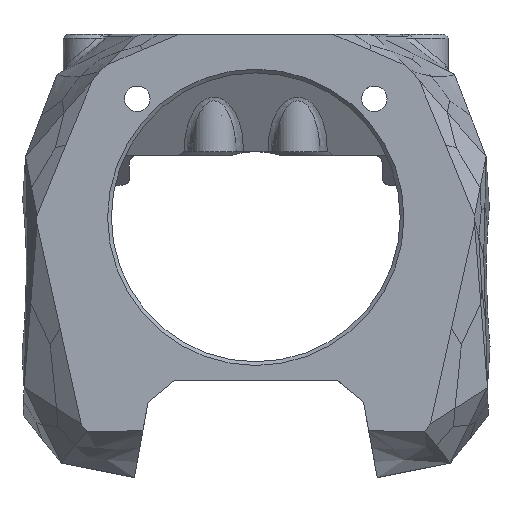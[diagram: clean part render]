
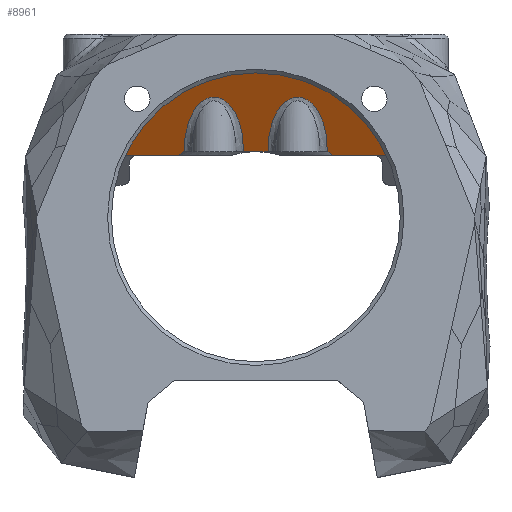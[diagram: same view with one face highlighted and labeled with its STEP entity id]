
A CAD part, front view. The second image highlights one B-rep face of the part: STEP entity #8961.
In plain terms, the highlighted planar face has unit normal (0, -0.866, -0.5).
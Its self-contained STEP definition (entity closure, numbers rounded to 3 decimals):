
#348=(
BOUNDED_CURVE()
B_SPLINE_CURVE(2,(#17980,#17981,#17982),.UNSPECIFIED.,.F.,.F.)
B_SPLINE_CURVE_WITH_KNOTS((3,3),(0.,0.089),
 .UNSPECIFIED.)
CURVE()
GEOMETRIC_REPRESENTATION_ITEM()
RATIONAL_B_SPLINE_CURVE((1.,1.,1.))
REPRESENTATION_ITEM('')
);
#350=(
BOUNDED_CURVE()
B_SPLINE_CURVE(2,(#23581,#23582,#23583),.UNSPECIFIED.,.F.,.F.)
B_SPLINE_CURVE_WITH_KNOTS((3,3),(0.,0.089),.UNSPECIFIED.)
CURVE()
GEOMETRIC_REPRESENTATION_ITEM()
RATIONAL_B_SPLINE_CURVE((1.,1.,1.))
REPRESENTATION_ITEM('')
);
#705=FACE_BOUND('',#1683,.T.);
#706=FACE_BOUND('',#1684,.T.);
#715=ELLIPSE('',#9164,0.577,0.5);
#728=ELLIPSE('',#9250,1.155,1.);
#742=ELLIPSE('',#9516,8.,4.);
#743=ELLIPSE('',#9517,8.,4.);
#744=ELLIPSE('',#9538,1.992,1.725);
#745=ELLIPSE('',#9539,1.992,1.725);
#1127=FACE_OUTER_BOUND('',#1682,.T.);
#1682=EDGE_LOOP('',(#7701,#7702,#7703,#7704,#7705,#7706,#7707,#7708,#7709,
#7710,#7711,#7712,#7713,#7714,#7715,#7716,#7717));
#1683=EDGE_LOOP('',(#7718));
#1684=EDGE_LOOP('',(#7719));
#2457=B_SPLINE_CURVE_WITH_KNOTS('',3,(#22500,#22501,#22502,#22503,#22504,
#22505,#22506,#22507),.UNSPECIFIED.,.F.,.F.,(4,1,1,1,1,4),(-1.634,
-1.167,-0.7,-0.234,0.233,
0.325),.UNSPECIFIED.);
#2458=B_SPLINE_CURVE_WITH_KNOTS('',3,(#22555,#22556,#22557,#22558,#22559,
#22560,#22561,#22562),.UNSPECIFIED.,.F.,.F.,(4,1,1,1,1,4),(-1.634,
-1.167,-0.7,-0.234,0.233,
0.325),.UNSPECIFIED.);
#2731=LINE('',#11635,#3037);
#2780=LINE('',#12899,#3086);
#2820=LINE('',#13014,#3126);
#2866=LINE('',#13263,#3172);
#2967=LINE('',#23121,#3273);
#2968=LINE('',#23122,#3274);
#2969=LINE('',#23123,#3275);
#2972=LINE('',#24363,#3278);
#2973=LINE('',#24364,#3279);
#3037=VECTOR('',#9703,10.);
#3086=VECTOR('',#9870,10.);
#3126=VECTOR('',#9982,10.);
#3172=VECTOR('',#10132,10.);
#3273=VECTOR('',#10687,10.);
#3274=VECTOR('',#10688,10.);
#3275=VECTOR('',#10689,10.);
#3278=VECTOR('',#10704,10.);
#3279=VECTOR('',#10705,10.);
#3380=VERTEX_POINT('',#11632);
#3381=VERTEX_POINT('',#11634);
#3387=VERTEX_POINT('',#11655);
#3388=VERTEX_POINT('',#11657);
#3473=VERTEX_POINT('',#12896);
#3474=VERTEX_POINT('',#12898);
#3509=VERTEX_POINT('',#13001);
#3568=VERTEX_POINT('',#13262);
#3781=VERTEX_POINT('',#17978);
#4057=VERTEX_POINT('',#22116);
#4058=VERTEX_POINT('',#22164);
#4059=VERTEX_POINT('',#22181);
#4060=VERTEX_POINT('',#22195);
#4064=VERTEX_POINT('',#22498);
#4065=VERTEX_POINT('',#22553);
#4084=VERTEX_POINT('',#23119);
#4098=VERTEX_POINT('',#24362);
#4099=VERTEX_POINT('',#24365);
#4100=VERTEX_POINT('',#24367);
#4291=EDGE_CURVE('',#3381,#3380,#2731,.T.);
#4302=EDGE_CURVE('',#3387,#3388,#715,.F.);
#4424=EDGE_CURVE('',#3474,#3473,#2780,.F.);
#4475=EDGE_CURVE('',#3509,#3381,#728,.F.);
#4482=EDGE_CURVE('',#3509,#3387,#2820,.T.);
#4567=EDGE_CURVE('',#3568,#3474,#2866,.T.);
#4939=EDGE_CURVE('',#3781,#3380,#348,.T.);
#5326=EDGE_CURVE('',#4059,#4064,#742,.T.);
#5327=EDGE_CURVE('',#4060,#4064,#2457,.T.);
#5328=EDGE_CURVE('',#4058,#4065,#743,.T.);
#5329=EDGE_CURVE('',#4057,#4065,#2458,.T.);
#5356=EDGE_CURVE('',#4059,#4084,#2967,.T.);
#5357=EDGE_CURVE('',#4058,#4060,#2968,.T.);
#5358=EDGE_CURVE('',#3781,#4057,#2969,.T.);
#5370=EDGE_CURVE('',#3568,#4084,#350,.T.);
#5386=EDGE_CURVE('',#3473,#4098,#2972,.T.);
#5387=EDGE_CURVE('',#4098,#3388,#2973,.F.);
#5388=EDGE_CURVE('',#4099,#4099,#744,.T.);
#5389=EDGE_CURVE('',#4100,#4100,#745,.T.);
#7701=ORIENTED_EDGE('',*,*,#5370,.F.);
#7702=ORIENTED_EDGE('',*,*,#4567,.T.);
#7703=ORIENTED_EDGE('',*,*,#4424,.T.);
#7704=ORIENTED_EDGE('',*,*,#5386,.T.);
#7705=ORIENTED_EDGE('',*,*,#5387,.T.);
#7706=ORIENTED_EDGE('',*,*,#4302,.F.);
#7707=ORIENTED_EDGE('',*,*,#4482,.F.);
#7708=ORIENTED_EDGE('',*,*,#4475,.T.);
#7709=ORIENTED_EDGE('',*,*,#4291,.T.);
#7710=ORIENTED_EDGE('',*,*,#4939,.F.);
#7711=ORIENTED_EDGE('',*,*,#5358,.T.);
#7712=ORIENTED_EDGE('',*,*,#5329,.T.);
#7713=ORIENTED_EDGE('',*,*,#5328,.F.);
#7714=ORIENTED_EDGE('',*,*,#5357,.T.);
#7715=ORIENTED_EDGE('',*,*,#5327,.T.);
#7716=ORIENTED_EDGE('',*,*,#5326,.F.);
#7717=ORIENTED_EDGE('',*,*,#5356,.T.);
#7718=ORIENTED_EDGE('',*,*,#5388,.T.);
#7719=ORIENTED_EDGE('',*,*,#5389,.T.);
#8561=PLANE('',#9537);
#8961=ADVANCED_FACE('',(#1127,#705,#706),#8561,.T.);
#9164=AXIS2_PLACEMENT_3D('',#11658,#9725,#9726);
#9250=AXIS2_PLACEMENT_3D('',#13002,#9971,#9972);
#9516=AXIS2_PLACEMENT_3D('',#22499,#10651,#10652);
#9517=AXIS2_PLACEMENT_3D('',#22554,#10653,#10654);
#9537=AXIS2_PLACEMENT_3D('',#24361,#10702,#10703);
#9538=AXIS2_PLACEMENT_3D('',#24366,#10706,#10707);
#9539=AXIS2_PLACEMENT_3D('',#24368,#10708,#10709);
#9703=DIRECTION('',(1.,0.,0.));
#9725=DIRECTION('center_axis',(0.,0.866,0.5));
#9726=DIRECTION('ref_axis',(0.,0.5,-0.866));
#9870=DIRECTION('',(0.,0.5,-0.866));
#9971=DIRECTION('center_axis',(0.,-0.866,
-0.5));
#9972=DIRECTION('ref_axis',(0.,-0.5,0.866));
#9982=DIRECTION('',(1.,0.,0.));
#10132=DIRECTION('',(1.,0.,0.));
#10651=DIRECTION('center_axis',(0.,-0.866,
-0.5));
#10652=DIRECTION('ref_axis',(0.,-0.5,0.866));
#10653=DIRECTION('center_axis',(0.,-0.866,
-0.5));
#10654=DIRECTION('ref_axis',(0.,-0.5,0.866));
#10687=DIRECTION('',(1.,0.,0.));
#10688=DIRECTION('',(1.,0.,0.));
#10689=DIRECTION('',(1.,0.,0.));
#10702=DIRECTION('center_axis',(0.,-0.866,
-0.5));
#10703=DIRECTION('ref_axis',(-1.,0.,0.));
#10704=DIRECTION('',(-1.,0.,0.));
#10705=DIRECTION('',(0.,-0.5,0.866));
#10706=DIRECTION('center_axis',(0.,0.866,
0.5));
#10707=DIRECTION('ref_axis',(0.,0.5,-0.866));
#10708=DIRECTION('center_axis',(0.,0.866,
0.5));
#10709=DIRECTION('ref_axis',(0.,0.5,-0.866));
#11632=CARTESIAN_POINT('',(-6.116,-10.251,-29.85));
#11634=CARTESIAN_POINT('',(-15.75,-10.251,-29.85));
#11635=CARTESIAN_POINT('',(-5.725,-10.251,-29.85));
#11655=CARTESIAN_POINT('',(-16.25,-10.828,-28.85));
#11657=CARTESIAN_POINT('',(-15.75,-11.117,-28.35));
#11658=CARTESIAN_POINT('Origin',(-16.25,-11.117,-28.35));
#12896=CARTESIAN_POINT('',(24.35,-17.,-18.16));
#12898=CARTESIAN_POINT('',(24.35,-10.251,-29.85));
#12899=CARTESIAN_POINT('',(24.35,-3.602,-41.367));
#13001=CARTESIAN_POINT('',(-16.75,-10.828,-28.85));
#13002=CARTESIAN_POINT('Origin',(-16.75,-10.251,-29.85));
#13014=CARTESIAN_POINT('',(-12.713,-10.828,-28.85));
#13262=CARTESIAN_POINT('',(14.716,-10.251,-29.85));
#13263=CARTESIAN_POINT('',(-5.725,-10.251,-29.85));
#17978=CARTESIAN_POINT('',(-5.444,-10.54,-29.35));
#17980=CARTESIAN_POINT('Ctrl Pts',(-5.444,-10.54,
-29.35));
#17981=CARTESIAN_POINT('Ctrl Pts',(-5.776,-10.4,-29.592));
#17982=CARTESIAN_POINT('Ctrl Pts',(-6.116,-10.251,
-29.85));
#22116=CARTESIAN_POINT('',(-5.349,-10.54,-29.35));
#22164=CARTESIAN_POINT('',(2.635,-10.54,-29.35));
#22181=CARTESIAN_POINT('',(13.949,-10.54,-29.35));
#22195=CARTESIAN_POINT('',(5.965,-10.54,-29.35));
#22498=CARTESIAN_POINT('',(11.235,-14.581,-22.35));
#22499=CARTESIAN_POINT('Origin',(9.957,-10.791,-28.915));
#22500=CARTESIAN_POINT('Ctrl Pts',(5.965,-10.54,-29.35));
#22501=CARTESIAN_POINT('Ctrl Pts',(5.926,-11.16,-28.275));
#22502=CARTESIAN_POINT('Ctrl Pts',(6.142,-12.42,-26.093));
#22503=CARTESIAN_POINT('Ctrl Pts',(7.283,-13.963,-23.42));
#22504=CARTESIAN_POINT('Ctrl Pts',(8.997,-14.826,-21.926));
#22505=CARTESIAN_POINT('Ctrl Pts',(10.402,-14.827,-21.924));
#22506=CARTESIAN_POINT('Ctrl Pts',(11.119,-14.621,-22.281));
#22507=CARTESIAN_POINT('Ctrl Pts',(11.235,-14.581,-22.349));
#22553=CARTESIAN_POINT('',(-0.078,-14.581,-22.35));
#22554=CARTESIAN_POINT('Origin',(-1.357,-10.791,-28.915));
#22555=CARTESIAN_POINT('Ctrl Pts',(-5.349,-10.54,
-29.35));
#22556=CARTESIAN_POINT('Ctrl Pts',(-5.388,-11.16,-28.275));
#22557=CARTESIAN_POINT('Ctrl Pts',(-5.172,-12.419,
-26.094));
#22558=CARTESIAN_POINT('Ctrl Pts',(-4.029,-13.965,
-23.417));
#22559=CARTESIAN_POINT('Ctrl Pts',(-2.319,-14.823,
-21.931));
#22560=CARTESIAN_POINT('Ctrl Pts',(-0.907,-14.831,
-21.917));
#22561=CARTESIAN_POINT('Ctrl Pts',(-0.193,-14.622,
-22.279));
#22562=CARTESIAN_POINT('Ctrl Pts',(-0.077,-14.582,
-22.348));
#23119=CARTESIAN_POINT('',(14.044,-10.54,-29.35));
#23121=CARTESIAN_POINT('',(-0.713,-10.54,-29.35));
#23122=CARTESIAN_POINT('',(-0.713,-10.54,-29.35));
#23123=CARTESIAN_POINT('',(-0.713,-10.54,-29.35));
#23581=CARTESIAN_POINT('Ctrl Pts',(14.716,-10.251,-29.85));
#23582=CARTESIAN_POINT('Ctrl Pts',(14.376,-10.4,-29.592));
#23583=CARTESIAN_POINT('Ctrl Pts',(14.044,-10.54,-29.35));
#24361=CARTESIAN_POINT('Origin',(-5.725,-13.626,-24.005));
#24362=CARTESIAN_POINT('',(-15.75,-17.,-18.16));
#24363=CARTESIAN_POINT('',(-5.725,-17.,-18.16));
#24364=CARTESIAN_POINT('',(-15.75,-12.284,-26.329));
#24365=CARTESIAN_POINT('',(-9.975,-14.667,-22.2));
#24366=CARTESIAN_POINT('Origin',(-11.7,-14.667,-22.2));
#24367=CARTESIAN_POINT('',(22.025,-14.667,-22.2));
#24368=CARTESIAN_POINT('Origin',(20.3,-14.667,-22.2));
